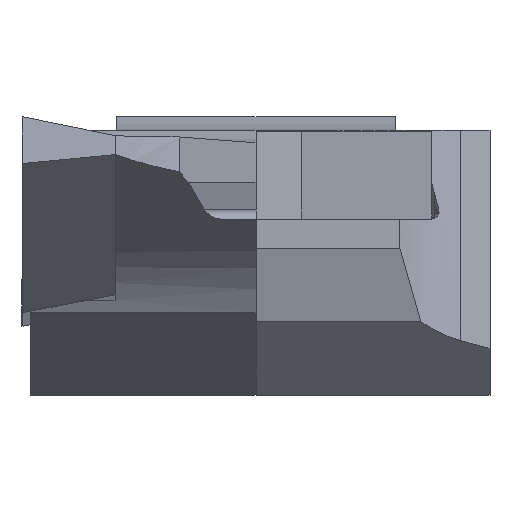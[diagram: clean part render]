
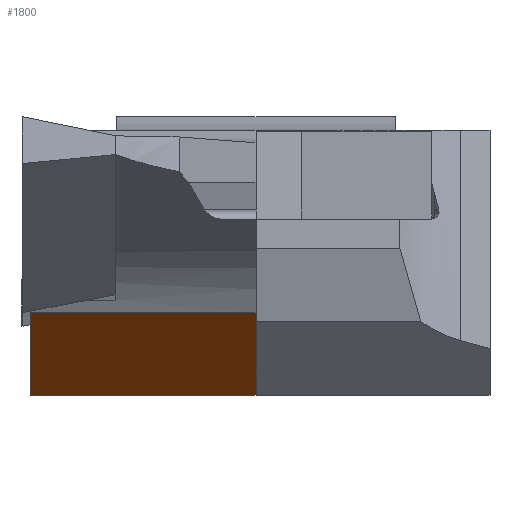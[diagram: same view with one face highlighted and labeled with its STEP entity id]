
A CAD part, left-side view. The second image highlights one B-rep face of the part: STEP entity #1800.
In plain terms, the highlighted planar face has unit normal (-0.616, 0, -0.788).
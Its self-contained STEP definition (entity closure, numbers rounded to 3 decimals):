
#89 = ORIENTED_EDGE ( 'NONE', *, *, #2970, .F. ) ;
#348 = VECTOR ( 'NONE', #2029, 1000. ) ;
#461 = FACE_OUTER_BOUND ( 'NONE', #1358, .T. ) ;
#466 = VERTEX_POINT ( 'NONE', #783 ) ;
#498 = CARTESIAN_POINT ( 'NONE',  ( -89.831, 7.7, -4.763 ) ) ;
#559 = LINE ( 'NONE', #1590, #3635 ) ;
#605 = CARTESIAN_POINT ( 'NONE',  ( -93.444, -178.804, -1.94 ) ) ;
#743 = EDGE_CURVE ( 'NONE', #466, #1913, #1015, .T. ) ;
#756 = VECTOR ( 'NONE', #2586, 1000. ) ;
#783 = CARTESIAN_POINT ( 'NONE',  ( -89.831, 0., -4.763 ) ) ;
#950 = DIRECTION ( 'NONE',  ( -0.788, 0., 0.616 ) ) ;
#1015 = LINE ( 'NONE', #3464, #756 ) ;
#1054 = CARTESIAN_POINT ( 'NONE',  ( -93.444, -178.804, -1.94 ) ) ;
#1148 = DIRECTION ( 'NONE',  ( 0.788, 0., -0.616 ) ) ;
#1358 = EDGE_LOOP ( 'NONE', ( #89, #1928, #2376, #1374 ) ) ;
#1374 = ORIENTED_EDGE ( 'NONE', *, *, #2638, .T. ) ;
#1590 = CARTESIAN_POINT ( 'NONE',  ( -93.444, 0., -1.94 ) ) ;
#1800 = ADVANCED_FACE ( 'NONE', ( #461 ), #2817, .F. ) ;
#1864 = LINE ( 'NONE', #3245, #348 ) ;
#1913 = VERTEX_POINT ( 'NONE', #498 ) ;
#1928 = ORIENTED_EDGE ( 'NONE', *, *, #743, .F. ) ;
#1932 = VERTEX_POINT ( 'NONE', #2759 ) ;
#1963 = VECTOR ( 'NONE', #2518, 1000. ) ;
#1989 = CARTESIAN_POINT ( 'NONE',  ( -93.444, 7.7, -1.94 ) ) ;
#2029 = DIRECTION ( 'NONE',  ( -0.788, 0., 0.616 ) ) ;
#2376 = ORIENTED_EDGE ( 'NONE', *, *, #2714, .T. ) ;
#2518 = DIRECTION ( 'NONE',  ( 0., 1., 0. ) ) ;
#2586 = DIRECTION ( 'NONE',  ( 0., 1., 0. ) ) ;
#2638 = EDGE_CURVE ( 'NONE', #1932, #2790, #3186, .T. ) ;
#2714 = EDGE_CURVE ( 'NONE', #466, #1932, #559, .T. ) ;
#2759 = CARTESIAN_POINT ( 'NONE',  ( -93.444, 0., -1.94 ) ) ;
#2790 = VERTEX_POINT ( 'NONE', #1989 ) ;
#2817 = PLANE ( 'NONE',  #2820 ) ;
#2820 = AXIS2_PLACEMENT_3D ( 'NONE', #1054, #2918, #1148 ) ;
#2918 = DIRECTION ( 'NONE',  ( 0.616, 0., 0.788 ) ) ;
#2970 = EDGE_CURVE ( 'NONE', #1913, #2790, #1864, .T. ) ;
#3186 = LINE ( 'NONE', #605, #1963 ) ;
#3245 = CARTESIAN_POINT ( 'NONE',  ( -93.444, 7.7, -1.94 ) ) ;
#3464 = CARTESIAN_POINT ( 'NONE',  ( -89.831, -178.804, -4.763 ) ) ;
#3635 = VECTOR ( 'NONE', #950, 1000. ) ;
